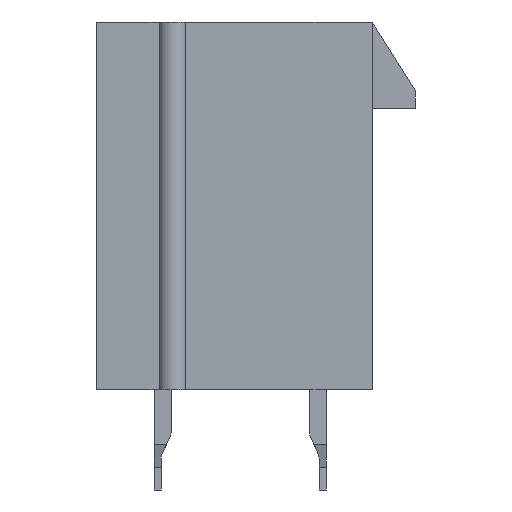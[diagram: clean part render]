
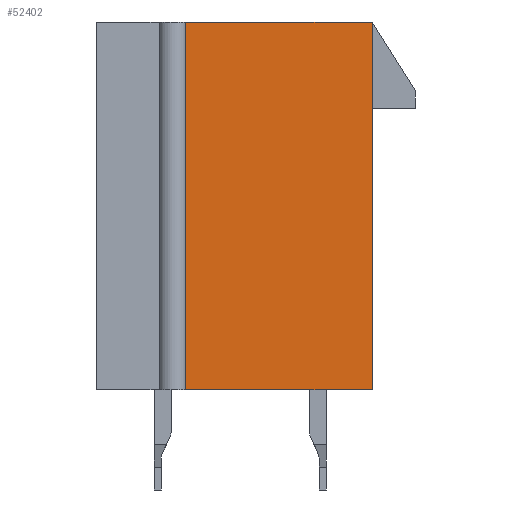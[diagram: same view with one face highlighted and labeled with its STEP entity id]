
A CAD part, left-side view. The second image highlights one B-rep face of the part: STEP entity #52402.
In plain terms, the highlighted planar face has unit normal (-1, 0, 0).
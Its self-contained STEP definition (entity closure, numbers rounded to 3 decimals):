
#4793=ORIENTED_EDGE('',*,*,#15201,.T.);
#4794=ORIENTED_EDGE('',*,*,#14160,.F.);
#4795=ORIENTED_EDGE('',*,*,#15218,.T.);
#4796=ORIENTED_EDGE('',*,*,#15183,.T.);
#14160=EDGE_CURVE('',#20001,#19998,#23950,.T.);
#15183=EDGE_CURVE('',#20534,#20533,#24973,.T.);
#15201=EDGE_CURVE('',#20533,#19998,#24991,.T.);
#15218=EDGE_CURVE('',#20001,#20534,#25008,.T.);
#19998=VERTEX_POINT('',#69144);
#20001=VERTEX_POINT('',#69149);
#20533=VERTEX_POINT('',#71063);
#20534=VERTEX_POINT('',#71065);
#23950=LINE('',#69150,#29133);
#24973=LINE('',#71064,#30156);
#24991=LINE('',#71091,#30174);
#25008=LINE('',#71112,#30191);
#29133=VECTOR('',#57789,1000.);
#30156=VECTOR('',#59530,1000.);
#30174=VECTOR('',#59560,1000.);
#30191=VECTOR('',#59581,1000.);
#33790=EDGE_LOOP('',(#4793,#4794,#4795,#4796));
#35748=FACE_BOUND('',#33790,.T.);
#37640=PLANE('',#54304);
#52402=ADVANCED_FACE('',(#35748),#37640,.T.);
#54304=AXIS2_PLACEMENT_3D('',#71126,#59595,#59596);
#57789=DIRECTION('',(0.,0.,1.));
#59530=DIRECTION('',(0.,0.,1.));
#59560=DIRECTION('',(0.,1.,0.));
#59581=DIRECTION('',(0.,-1.,0.));
#59595=DIRECTION('',(-1.,0.,0.));
#59596=DIRECTION('',(0.,0.,1.));
#69144=CARTESIAN_POINT('',(-17.45,1.71,6.4));
#69149=CARTESIAN_POINT('',(-17.45,1.71,-6.4));
#69150=CARTESIAN_POINT('',(-17.45,1.71,-6.4));
#71063=CARTESIAN_POINT('',(-17.45,-4.8,6.4));
#71064=CARTESIAN_POINT('',(-17.45,-4.8,-6.4));
#71065=CARTESIAN_POINT('',(-17.45,-4.8,-6.4));
#71091=CARTESIAN_POINT('',(-17.45,-4.8,6.4));
#71112=CARTESIAN_POINT('',(-17.45,4.8,-6.4));
#71126=CARTESIAN_POINT('',(-17.45,0.,0.));
